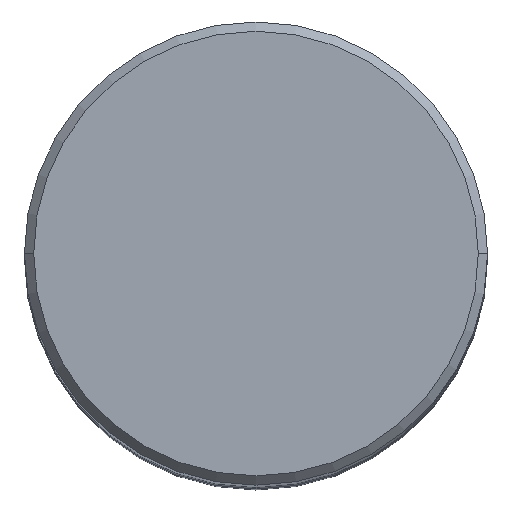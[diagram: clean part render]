
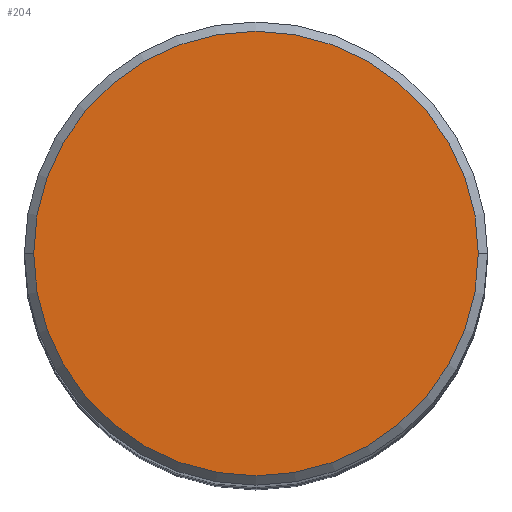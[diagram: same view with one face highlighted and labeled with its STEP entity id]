
A CAD part, top view. The second image highlights one B-rep face of the part: STEP entity #204.
In plain terms, the highlighted planar face has unit normal (0, 0, 1).
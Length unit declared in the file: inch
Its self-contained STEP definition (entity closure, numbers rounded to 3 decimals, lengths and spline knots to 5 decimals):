
#11 = DIRECTION ( 'NONE',  ( 0., 0., -1. ) ) ;
#27 = ORIENTED_EDGE ( 'NONE', *, *, #119, .T. ) ;
#33 = DIRECTION ( 'NONE',  ( 1., 0., 0. ) ) ;
#44 = DIRECTION ( 'NONE',  ( -1., 0., 0. ) ) ;
#50 = CARTESIAN_POINT ( 'NONE',  ( -0.48, 0., 0. ) ) ;
#51 = ORIENTED_EDGE ( 'NONE', *, *, #333, .T. ) ;
#68 = CARTESIAN_POINT ( 'NONE',  ( 0.48, 0., 0. ) ) ;
#98 = DIRECTION ( 'NONE',  ( 0., 0., 1. ) ) ;
#119 = EDGE_CURVE ( 'NONE', #452, #235, #331, .T. ) ;
#162 = CARTESIAN_POINT ( 'NONE',  ( 0., 0.48, 0. ) ) ;
#182 = EDGE_LOOP ( 'NONE', ( #51, #27 ) ) ;
#204 = ADVANCED_FACE ( 'NONE', ( #292 ), #475, .F. ) ;
#235 = VERTEX_POINT ( 'NONE', #50 ) ;
#237 = AXIS2_PLACEMENT_3D ( 'NONE', #504, #423, #33 ) ;
#267 = DIRECTION ( 'NONE',  ( 1., 0., 0. ) ) ;
#292 = FACE_OUTER_BOUND ( 'NONE', #182, .T. ) ;
#304 = CARTESIAN_POINT ( 'NONE',  ( 0., 0., 0. ) ) ;
#331 = CIRCLE ( 'NONE', #237, 0.48 ) ;
#333 = EDGE_CURVE ( 'NONE', #235, #452, #402, .T. ) ;
#348 = AXIS2_PLACEMENT_3D ( 'NONE', #304, #98, #267 ) ;
#385 = AXIS2_PLACEMENT_3D ( 'NONE', #162, #11, #44 ) ;
#402 = CIRCLE ( 'NONE', #348, 0.48 ) ;
#423 = DIRECTION ( 'NONE',  ( 0., 0., 1. ) ) ;
#452 = VERTEX_POINT ( 'NONE', #68 ) ;
#475 = PLANE ( 'NONE',  #385 ) ;
#504 = CARTESIAN_POINT ( 'NONE',  ( 0., 0., 0. ) ) ;
